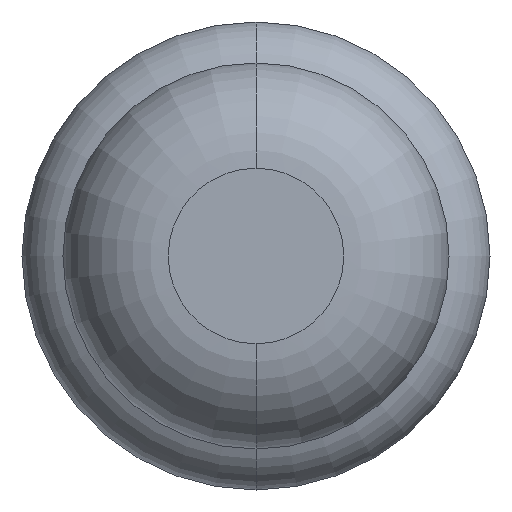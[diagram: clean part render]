
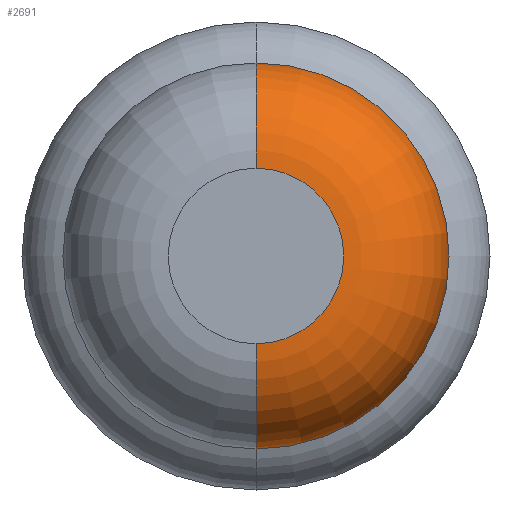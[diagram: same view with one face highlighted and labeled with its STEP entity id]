
A CAD part, front view. The second image highlights one B-rep face of the part: STEP entity #2691.
In plain terms, the highlighted toroidal (fillet/blend) face has major radius 0.375 mm and minor radius 0.45 mm.
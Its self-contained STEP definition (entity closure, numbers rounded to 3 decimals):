
#2 = TOROIDAL_SURFACE ( 'NONE', #3148, 0.375, 0.45 ) ;
#14 = DIRECTION ( 'NONE',  ( -1., 0., 0. ) ) ;
#155 = EDGE_CURVE ( 'NONE', #1779, #3517, #1380, .T. ) ;
#181 = CIRCLE ( 'NONE', #2058, 0.375 ) ;
#445 = DIRECTION ( 'NONE',  ( 0., 0., -1. ) ) ;
#721 = AXIS2_PLACEMENT_3D ( 'NONE', #1328, #14, #3025 ) ;
#814 = CARTESIAN_POINT ( 'NONE',  ( 0., -26.95, 0. ) ) ;
#825 = CARTESIAN_POINT ( 'NONE',  ( 0., -26.95, 0.825 ) ) ;
#857 = VERTEX_POINT ( 'NONE', #940 ) ;
#861 = CIRCLE ( 'NONE', #2151, 0.825 ) ;
#897 = FACE_OUTER_BOUND ( 'NONE', #1583, .T. ) ;
#940 = CARTESIAN_POINT ( 'NONE',  ( 0., -27.4, 0.375 ) ) ;
#1039 = AXIS2_PLACEMENT_3D ( 'NONE', #3063, #1409, #445 ) ;
#1328 = CARTESIAN_POINT ( 'NONE',  ( 0., -26.95, 0.375 ) ) ;
#1380 = CIRCLE ( 'NONE', #1039, 0.45 ) ;
#1409 = DIRECTION ( 'NONE',  ( 1., 0., 0. ) ) ;
#1490 = EDGE_CURVE ( 'Defeature ausgef�hrt1_28+Defeature ausgef�hrt1_27+Defeature ausgef�hrt1_27+Defeature ausgef�hrt1_27', #2502, #3517, #861, .T. ) ;
#1569 = DIRECTION ( 'NONE',  ( 0., 0., 1. ) ) ;
#1583 = EDGE_LOOP ( 'NONE', ( #4250, #2531, #1688, #3326 ) ) ;
#1633 = EDGE_CURVE ( 'Defeature ausgef�hrt1_27+Defeature ausgef�hrt1_26+Defeature ausgef�hrt1_26+Defeature ausgef�hrt1_26', #857, #1779, #181, .T. ) ;
#1688 = ORIENTED_EDGE ( 'NONE', *, *, #1490, .F. ) ;
#1779 = VERTEX_POINT ( 'NONE', #4245 ) ;
#1922 = EDGE_CURVE ( 'NONE', #857, #2502, #2267, .T. ) ;
#2058 = AXIS2_PLACEMENT_3D ( 'NONE', #4113, #2089, #2761 ) ;
#2089 = DIRECTION ( 'NONE',  ( 0., 1., 0. ) ) ;
#2151 = AXIS2_PLACEMENT_3D ( 'NONE', #4252, #3945, #1569 ) ;
#2267 = CIRCLE ( 'NONE', #721, 0.45 ) ;
#2502 = VERTEX_POINT ( 'NONE', #825 ) ;
#2531 = ORIENTED_EDGE ( 'NONE', *, *, #155, .T. ) ;
#2691 = ADVANCED_FACE ( 'Defeature ausgef�hrt1_27', ( #897 ), #2, .T. ) ;
#2761 = DIRECTION ( 'NONE',  ( 0., 0., 1. ) ) ;
#2822 = DIRECTION ( 'NONE',  ( 0., 0., 1. ) ) ;
#3007 = CARTESIAN_POINT ( 'NONE',  ( 0., -26.95, -0.825 ) ) ;
#3025 = DIRECTION ( 'NONE',  ( 0., 0., 1. ) ) ;
#3063 = CARTESIAN_POINT ( 'NONE',  ( 0., -26.95, -0.375 ) ) ;
#3148 = AXIS2_PLACEMENT_3D ( 'NONE', #814, #3831, #2822 ) ;
#3326 = ORIENTED_EDGE ( 'NONE', *, *, #1922, .F. ) ;
#3517 = VERTEX_POINT ( 'NONE', #3007 ) ;
#3831 = DIRECTION ( 'NONE',  ( 0., 1., 0. ) ) ;
#3945 = DIRECTION ( 'NONE',  ( 0., 1., 0. ) ) ;
#4113 = CARTESIAN_POINT ( 'NONE',  ( 0., -27.4, 0. ) ) ;
#4245 = CARTESIAN_POINT ( 'NONE',  ( 0., -27.4, -0.375 ) ) ;
#4250 = ORIENTED_EDGE ( 'NONE', *, *, #1633, .T. ) ;
#4252 = CARTESIAN_POINT ( 'NONE',  ( 0., -26.95, 0. ) ) ;
